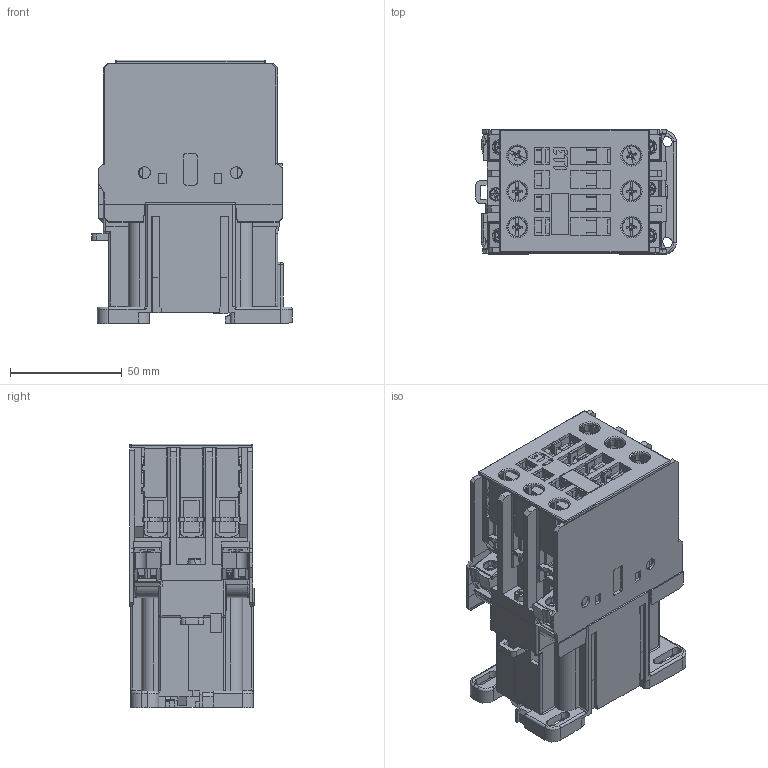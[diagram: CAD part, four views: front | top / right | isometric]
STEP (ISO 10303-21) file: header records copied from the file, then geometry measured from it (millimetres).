
FILE_DESCRIPTION((''),'2;1');
FILE_NAME('CEM32_40_ASM_1_ASM','2021-06-10T',('marketing.praksa'),('Audax d.o.o.'),'CREO PARAMETRIC BY PTC INC, 2017480','CREO PARAMETRIC BY PTC INC, 2017480','');
FILE_SCHEMA(('AUTOMOTIVE_DESIGN { 1 0 10303 214 1 1 1 1 }'));
Products named in the file (37): CWM32_40_1_2_1_1_1_1; CWM32_40_1_3_1; CWM32_40_1_4_1; CWM32_40_1_5_1; CWM32_40_1_6_1; SCREW_MID_1; SCREW_TOP_1; CWM32_40_1_2_1_2_1_1; CWM32_40_1_2_1_4_1_1; CWM32_40_1_2_1_10_1_1; CWM32_40_1_2_1_11_1_1; CWM32_40_1_2_1_12_1_1; CWM32_40_1_2_1_13_1_1; PRT9556_1_1; PRT9556_1_2; PRT9556_1_3; PRT9556_1_ASM; PRT0031_1_1; PRT0031_1_2; PRT0031_1_3; PRT0031_1_4; PRT0031_1_5; PRT0031_1_6; PRT0031_1_7; PRT0031_1_8; PRT0031_1_9; PRT0031_1_10; PRT0031_1_11; PRT0031_1_12; PRT0031_1_13; PRT0031_1_14; PRT0031_1_15; PRT0031_1_16; PRT0031_1_17; PRT0031_1_ASM; NBASE-; CEM32_40_ASM_1_ASM
Assembly tree (42 placements, depth 3):
  CEM32_40_ASM_1_ASM
    CWM32_40_1_2_1_1_1_1
    CWM32_40_1_3_1
    CWM32_40_1_4_1
    CWM32_40_1_5_1
    CWM32_40_1_6_1
    SCREW_MID_1  x2
    SCREW_TOP_1  x6
    CWM32_40_1_2_1_2_1_1
    CWM32_40_1_2_1_4_1_1
    CWM32_40_1_2_1_10_1_1
    CWM32_40_1_2_1_11_1_1
    CWM32_40_1_2_1_12_1_1
    CWM32_40_1_2_1_13_1_1
    PRT9556_1_ASM
      PRT9556_1_1
      PRT9556_1_2
      PRT9556_1_3
    PRT0031_1_ASM
      PRT0031_1_1
      PRT0031_1_2
      PRT0031_1_3
      PRT0031_1_4
      PRT0031_1_5
      PRT0031_1_6
      PRT0031_1_7
      PRT0031_1_8
      PRT0031_1_9
      PRT0031_1_10
      PRT0031_1_11
      PRT0031_1_12
      PRT0031_1_13
      PRT0031_1_14
      PRT0031_1_15
      PRT0031_1_16
      PRT0031_1_17
    NBASE-
Bounding box: 89.5 x 55.5 x 117.87 mm (x, y, z)
Volume: 370342.2 mm3; surface area: 119702 mm2
Topology: 51 solids, 51 shells, 4509 faces, 12794 edges, 8339 vertices
Faces by surface type: plane 3251, cylinder 890, cone 139, torus 103, extrusion 96, sphere 28, bspline 2
Entity records: 186440 total; most frequent: CARTESIAN_POINT 29974, ORIENTED_EDGE 23924, DIRECTION 21453, PRESENTATION_STYLE_ASSIGNMENT 13209, STYLED_ITEM 13209, CURVE_STYLE 11962, EDGE_CURVE 11962, VECTOR 9127
